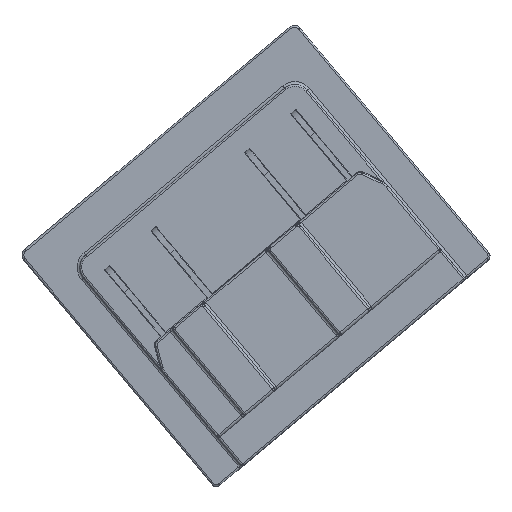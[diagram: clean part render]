
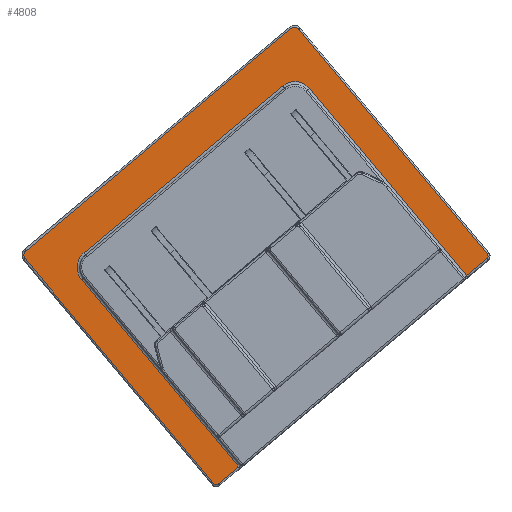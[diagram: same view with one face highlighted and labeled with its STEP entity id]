
A CAD part, front view. The second image highlights one B-rep face of the part: STEP entity #4808.
In plain terms, the highlighted planar face has unit normal (0, -1, 0).
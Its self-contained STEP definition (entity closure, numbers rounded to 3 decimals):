
#295=LINE('',#11218,#441);
#296=LINE('',#11222,#442);
#297=LINE('',#11226,#443);
#441=VECTOR('',#5483,10.);
#442=VECTOR('',#5488,10.);
#443=VECTOR('',#5491,10.);
#539=PLANE('',#5097);
#707=FACE_OUTER_BOUND('',#1031,.T.);
#1031=EDGE_LOOP('',(#3610,#3611,#3612,#3613,#3614,#3615,#3616,#3617,#3618,
#3619,#3620,#3621,#3622,#3623));
#1271=CIRCLE('',#5098,1.75);
#1272=CIRCLE('',#5099,1.75);
#1582=B_SPLINE_CURVE_WITH_KNOTS('',3,(#10805,#10806,#10807,#10808),
 .UNSPECIFIED.,.F.,.F.,(4,4),(-10.455,-10.215),
 .UNSPECIFIED.);
#1585=B_SPLINE_CURVE_WITH_KNOTS('',3,(#10857,#10858,#10859,#10860,#10861),
 .UNSPECIFIED.,.F.,.F.,(4,1,4),(-10.215,-10.19,-10.164),
 .UNSPECIFIED.);
#1587=B_SPLINE_CURVE_WITH_KNOTS('',3,(#10898,#10899,#10900,#10901),
 .UNSPECIFIED.,.F.,.F.,(4,4),(-10.164,-7.485),
 .UNSPECIFIED.);
#1589=B_SPLINE_CURVE_WITH_KNOTS('',3,(#10945,#10946,#10947,#10948,#10949),
 .UNSPECIFIED.,.F.,.F.,(4,1,4),(-7.485,-7.438,-7.402),
 .UNSPECIFIED.);
#1591=B_SPLINE_CURVE_WITH_KNOTS('',3,(#10986,#10987,#10988,#10989),
 .UNSPECIFIED.,.F.,.F.,(4,4),(-7.402,-4.243),
 .UNSPECIFIED.);
#1593=B_SPLINE_CURVE_WITH_KNOTS('',3,(#11033,#11034,#11035,#11036,#11037),
 .UNSPECIFIED.,.F.,.F.,(4,1,4),(-4.243,-4.208,-4.16),
 .UNSPECIFIED.);
#1596=B_SPLINE_CURVE_WITH_KNOTS('',3,(#11079,#11080,#11081,#11082),
 .UNSPECIFIED.,.F.,.F.,(4,4),(-4.16,-1.481),
 .UNSPECIFIED.);
#1599=B_SPLINE_CURVE_WITH_KNOTS('',3,(#11131,#11132,#11133,#11134,#11135),
 .UNSPECIFIED.,.F.,.F.,(4,1,4),(-1.481,-1.455,-1.43),
 .UNSPECIFIED.);
#1601=B_SPLINE_CURVE_WITH_KNOTS('',3,(#11172,#11173,#11174,#11175),
 .UNSPECIFIED.,.F.,.F.,(4,4),(-1.43,-1.19),
 .UNSPECIFIED.);
#2054=VERTEX_POINT('',#10756);
#2055=VERTEX_POINT('',#10797);
#2056=VERTEX_POINT('',#10844);
#2057=VERTEX_POINT('',#10890);
#2058=VERTEX_POINT('',#10937);
#2059=VERTEX_POINT('',#10978);
#2060=VERTEX_POINT('',#11025);
#2061=VERTEX_POINT('',#11066);
#2063=VERTEX_POINT('',#11118);
#2064=VERTEX_POINT('',#11164);
#2065=VERTEX_POINT('',#11217);
#2066=VERTEX_POINT('',#11221);
#2067=VERTEX_POINT('',#11223);
#2068=VERTEX_POINT('',#11225);
#2605=EDGE_CURVE('',#2054,#2055,#1582,.T.);
#2608=EDGE_CURVE('',#2055,#2056,#1585,.T.);
#2610=EDGE_CURVE('',#2056,#2057,#1587,.T.);
#2612=EDGE_CURVE('',#2057,#2058,#1589,.T.);
#2614=EDGE_CURVE('',#2058,#2059,#1591,.T.);
#2616=EDGE_CURVE('',#2059,#2060,#1593,.T.);
#2619=EDGE_CURVE('',#2060,#2061,#1596,.T.);
#2622=EDGE_CURVE('',#2061,#2063,#1599,.T.);
#2624=EDGE_CURVE('',#2063,#2064,#1601,.T.);
#2626=EDGE_CURVE('',#2064,#2065,#295,.T.);
#2628=EDGE_CURVE('',#2066,#2054,#296,.T.);
#2629=EDGE_CURVE('',#2067,#2066,#1271,.T.);
#2630=EDGE_CURVE('',#2068,#2067,#297,.T.);
#2631=EDGE_CURVE('',#2065,#2068,#1272,.T.);
#3610=ORIENTED_EDGE('',*,*,#2624,.F.);
#3611=ORIENTED_EDGE('',*,*,#2622,.F.);
#3612=ORIENTED_EDGE('',*,*,#2619,.F.);
#3613=ORIENTED_EDGE('',*,*,#2616,.F.);
#3614=ORIENTED_EDGE('',*,*,#2614,.F.);
#3615=ORIENTED_EDGE('',*,*,#2612,.F.);
#3616=ORIENTED_EDGE('',*,*,#2610,.F.);
#3617=ORIENTED_EDGE('',*,*,#2608,.F.);
#3618=ORIENTED_EDGE('',*,*,#2605,.F.);
#3619=ORIENTED_EDGE('',*,*,#2628,.F.);
#3620=ORIENTED_EDGE('',*,*,#2629,.F.);
#3621=ORIENTED_EDGE('',*,*,#2630,.F.);
#3622=ORIENTED_EDGE('',*,*,#2631,.F.);
#3623=ORIENTED_EDGE('',*,*,#2626,.F.);
#4808=ADVANCED_FACE('',(#707),#539,.T.);
#5097=AXIS2_PLACEMENT_3D('',#11220,#5486,#5487);
#5098=AXIS2_PLACEMENT_3D('',#11224,#5489,#5490);
#5099=AXIS2_PLACEMENT_3D('',#11227,#5492,#5493);
#5483=DIRECTION('',(-0.643,0.,0.766));
#5486=DIRECTION('center_axis',(0.,-1.,0.));
#5487=DIRECTION('ref_axis',(-0.766,0.,-0.643));
#5488=DIRECTION('',(0.643,0.,-0.766));
#5489=DIRECTION('center_axis',(0.,-1.,0.));
#5490=DIRECTION('ref_axis',(-0.996,0.,0.087));
#5491=DIRECTION('',(-0.766,0.,-0.643));
#5492=DIRECTION('center_axis',(0.,-1.,0.));
#5493=DIRECTION('ref_axis',(0.087,0.,0.996));
#10756=CARTESIAN_POINT('',(-10.831,25.11,-39.271));
#10797=CARTESIAN_POINT('',(-12.669,25.11,-40.813));
#10805=CARTESIAN_POINT('Ctrl Pts',(-10.831,25.11,-39.271));
#10806=CARTESIAN_POINT('Ctrl Pts',(-11.445,25.11,-39.786));
#10807=CARTESIAN_POINT('Ctrl Pts',(-12.056,25.11,-40.299));
#10808=CARTESIAN_POINT('Ctrl Pts',(-12.669,25.11,-40.813));
#10844=CARTESIAN_POINT('',(-13.125,25.11,-40.773));
#10857=CARTESIAN_POINT('Ctrl Pts',(-12.669,25.11,-40.813));
#10858=CARTESIAN_POINT('Ctrl Pts',(-12.734,25.11,-40.868));
#10859=CARTESIAN_POINT('Ctrl Pts',(-12.908,25.11,-40.922));
#10860=CARTESIAN_POINT('Ctrl Pts',(-13.07,25.11,-40.838));
#10861=CARTESIAN_POINT('Ctrl Pts',(-13.125,25.11,-40.773));
#10890=CARTESIAN_POINT('',(-30.347,25.11,-20.249));
#10898=CARTESIAN_POINT('Ctrl Pts',(-13.125,25.11,-40.773));
#10899=CARTESIAN_POINT('Ctrl Pts',(-18.868,25.11,-33.929));
#10900=CARTESIAN_POINT('Ctrl Pts',(-24.6,25.11,-27.097));
#10901=CARTESIAN_POINT('Ctrl Pts',(-30.347,25.11,-20.249));
#10937=CARTESIAN_POINT('',(-30.281,25.11,-19.502));
#10945=CARTESIAN_POINT('Ctrl Pts',(-30.347,25.11,-20.249));
#10946=CARTESIAN_POINT('Ctrl Pts',(-30.449,25.11,-20.127));
#10947=CARTESIAN_POINT('Ctrl Pts',(-30.523,25.11,-19.831));
#10948=CARTESIAN_POINT('Ctrl Pts',(-30.373,25.11,-19.578));
#10949=CARTESIAN_POINT('Ctrl Pts',(-30.281,25.11,-19.502));
#10978=CARTESIAN_POINT('',(-6.085,25.11,0.801));
#10986=CARTESIAN_POINT('Ctrl Pts',(-30.281,25.11,-19.502));
#10987=CARTESIAN_POINT('Ctrl Pts',(-22.209,25.11,-12.728));
#10988=CARTESIAN_POINT('Ctrl Pts',(-14.158,25.11,-5.973));
#10989=CARTESIAN_POINT('Ctrl Pts',(-6.085,25.11,0.801));
#11025=CARTESIAN_POINT('',(-5.338,25.11,0.736));
#11033=CARTESIAN_POINT('Ctrl Pts',(-6.085,25.11,0.801));
#11034=CARTESIAN_POINT('Ctrl Pts',(-5.994,25.11,0.878));
#11035=CARTESIAN_POINT('Ctrl Pts',(-5.719,25.11,0.982));
#11036=CARTESIAN_POINT('Ctrl Pts',(-5.44,25.11,0.857));
#11037=CARTESIAN_POINT('Ctrl Pts',(-5.338,25.11,0.736));
#11066=CARTESIAN_POINT('',(11.884,25.11,-19.789));
#11079=CARTESIAN_POINT('Ctrl Pts',(-5.338,25.11,0.736));
#11080=CARTESIAN_POINT('Ctrl Pts',(0.408,25.11,-6.113));
#11081=CARTESIAN_POINT('Ctrl Pts',(6.14,25.11,-12.944));
#11082=CARTESIAN_POINT('Ctrl Pts',(11.884,25.11,-19.789));
#11118=CARTESIAN_POINT('',(11.844,25.11,-20.244));
#11131=CARTESIAN_POINT('Ctrl Pts',(11.884,25.11,-19.789));
#11132=CARTESIAN_POINT('Ctrl Pts',(11.938,25.11,-19.854));
#11133=CARTESIAN_POINT('Ctrl Pts',(11.993,25.11,-20.028));
#11134=CARTESIAN_POINT('Ctrl Pts',(11.909,25.11,-20.19));
#11135=CARTESIAN_POINT('Ctrl Pts',(11.844,25.11,-20.244));
#11164=CARTESIAN_POINT('',(10.006,25.11,-21.787));
#11172=CARTESIAN_POINT('Ctrl Pts',(11.844,25.11,-20.244));
#11173=CARTESIAN_POINT('Ctrl Pts',(11.231,25.11,-20.759));
#11174=CARTESIAN_POINT('Ctrl Pts',(10.62,25.11,-21.272));
#11175=CARTESIAN_POINT('Ctrl Pts',(10.006,25.11,-21.787));
#11217=CARTESIAN_POINT('',(-4.356,25.11,-4.671));
#11218=CARTESIAN_POINT('',(5.62,25.11,-16.56));
#11220=CARTESIAN_POINT('Origin',(-9.298,25.11,-19.939));
#11221=CARTESIAN_POINT('',(-25.193,25.11,-22.155));
#11222=CARTESIAN_POINT('',(-22.937,25.11,-24.844));
#11223=CARTESIAN_POINT('',(-24.977,25.11,-19.689));
#11224=CARTESIAN_POINT('Origin',(-23.852,25.11,-21.03));
#11225=CARTESIAN_POINT('',(-6.822,25.11,-4.455));
#11226=CARTESIAN_POINT('',(-10.786,25.11,-7.782));
#11227=CARTESIAN_POINT('Origin',(-5.697,25.11,-5.796));
